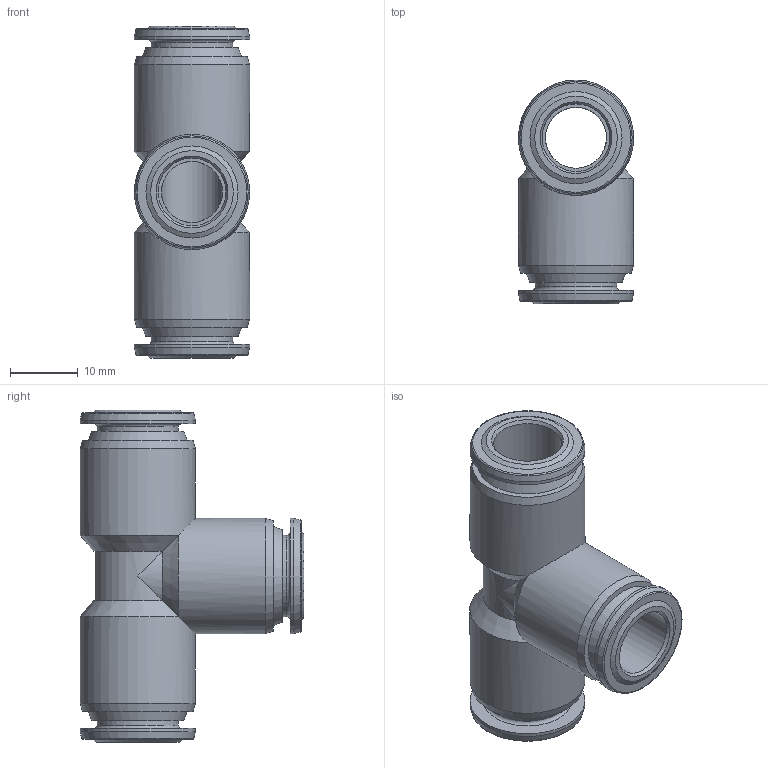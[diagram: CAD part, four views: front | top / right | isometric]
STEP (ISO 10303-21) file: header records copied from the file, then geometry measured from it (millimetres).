
FILE_DESCRIPTION(/* description */ ('STEP AP214'),/* implementation_level */ '2;1');
FILE_NAME(/* name */ '8085719_NPQR-T-Q10-E',/* time_stamp */ '2024-09-13T09:14:54+02:00',/* author */ ('License CC BY-ND 4.0'),/* organization */ ('CADENAS'),/* preprocessor_version */ 'ST-DEVELOPER v19.3',/* originating_system */ 'PARTsolutions',/* authorisation */ ' ');
FILE_SCHEMA (('AUTOMOTIVE_DESIGN {1 0 10303 214 3 1 1}'));
Length unit declared in the file: millimetre
Products named in the file (1): 8085719 NPQR-T-Q10-E---(high)
Bounding box: 17 x 33 x 49 mm (x, y, z)
Volume: 8426 mm3; surface area: 6250.6 mm2
Topology: 1 solids, 1 shells, 64 faces, 120 edges, 72 vertices
Faces by surface type: plane 21, cone 19, cylinder 18, torus 6
Full cylindrical faces by diameter (mm): 9 x2, 10 x3, 12 x3, 17 x6
Entity records: 1430 total; most frequent: DIRECTION 278, CARTESIAN_POINT 225, ORIENTED_EDGE 160, AXIS2_PLACEMENT_3D 137, EDGE_LOOP 118, FACE_BOUND 118, EDGE_CURVE 80, VERTEX_POINT 68
